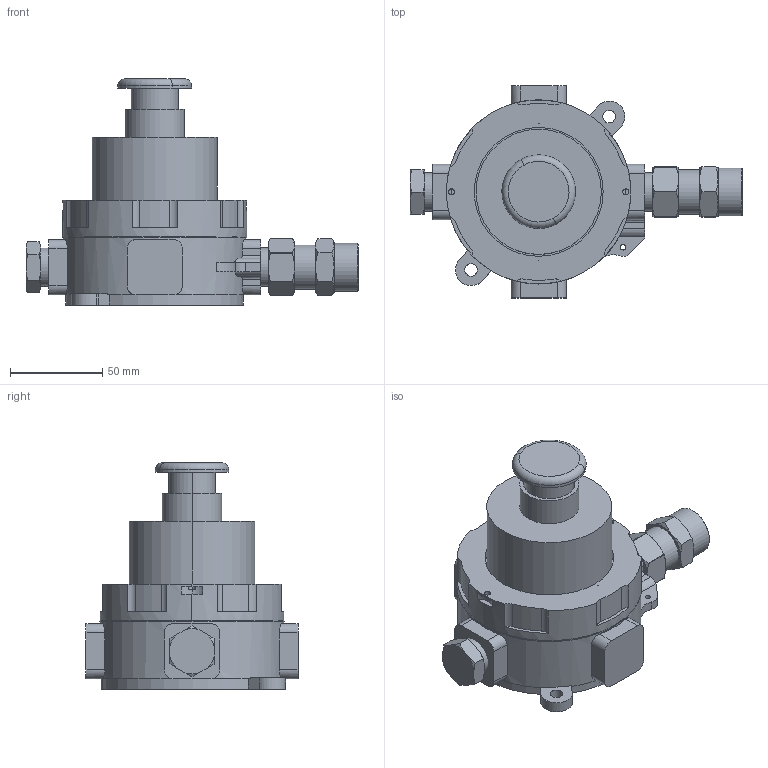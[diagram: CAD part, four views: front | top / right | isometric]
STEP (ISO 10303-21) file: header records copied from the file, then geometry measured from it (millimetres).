
FILE_DESCRIPTION(('STEP AP214'), '1');
FILE_NAME('ÏÊÂ MK òèï À', '2016-07-21T09:23:50', (' '), (' '), 'ASCON STEP Converter 1.3', 'ASCON Math Kernel', '');
FILE_SCHEMA(('AUTOMOTIVE_DESIGN { 1 0 10303 214 3 1 1}'));
Length unit declared in the file: millimetre
Products named in the file (16): 1; 2; 3; 4; 5; 6; 7; 8; 9; 10; 11; 12; 13; 14; 15; 16
Assembly tree (15 placements, depth 3):
  1
    2
    3
    4
    5
      6
      7
      8
    9
    10
      11
      12
      13
      14
      15
      16
Bounding box: 180.26 x 115.14 x 122.74 mm (x, y, z)
Volume: 427993.6 mm3; surface area: 143857 mm2
Topology: 13 solids, 13 shells, 364 faces, 910 edges, 590 vertices
Faces by surface type: plane 166, cylinder 141, cone 55, torus 2
Full cylindrical faces by diameter (mm): 3 x1, 4 x4, 5 x1, 6.1 x1, 6.8 x2, 12 x4, 13 x2, 14.5 x1, 18 x3, 18.5 x1, 18.7 x2, 19 x2, 20.9 x1, 20.96 x1, 22 x1, 22.5 x1, 24 x1, 26 x1, 84 x1, 90.95 x1, 99.5 x1
Entity records: 14078 total; most frequent: CARTESIAN_POINT 4213, DIRECTION 1938, ORIENTED_EDGE 1812, EDGE_CURVE 906, AXIS2_PLACEMENT_3D 749, VERTEX_POINT 590, LINE 440, VECTOR 440
